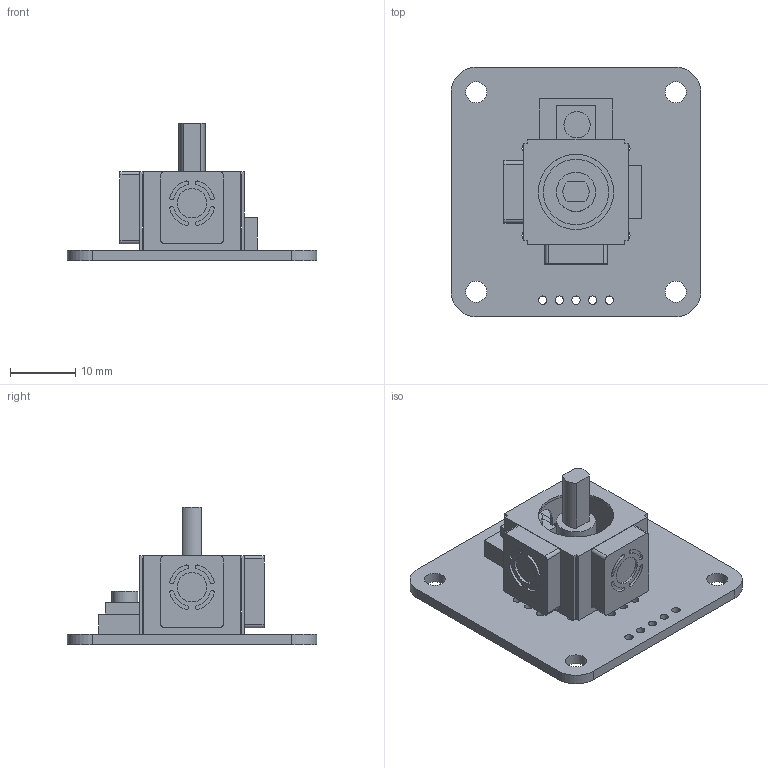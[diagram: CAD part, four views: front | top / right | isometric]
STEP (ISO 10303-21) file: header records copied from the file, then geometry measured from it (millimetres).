
FILE_DESCRIPTION(/* description */ (''),/* implementation_level */ '2;1');
FILE_NAME(/* name */ '512 Analog 2-axis Joystick.step',/* time_stamp */ '2018-07-07T12:38:44-04:00',/* author */ ('Adafruit'),/* organization */ (''),/* preprocessor_version */ 'ST-DEVELOPER v17',/* originating_system */ 'Autodesk Translation Framework v7.1.0.215',/* authorisation */ '');
FILE_SCHEMA (('AUTOMOTIVE_DESIGN { 1 0 10303 214 3 1 1 }'));
Length unit declared in the file: millimetre
Products named in the file (1): Analog 2-axis Joystick 512
Bounding box: 38.1 x 38.1 x 21 mm (x, y, z)
Volume: 4072.6 mm3; surface area: 6629.7 mm2
Topology: 9 solids, 9 shells, 165 faces, 405 edges, 270 vertices
Faces by surface type: plane 87, cylinder 78
Full cylindrical faces by diameter (mm): 1.27 x19, 1.5 x1, 3.2 x4, 4 x1, 4.5 x2, 6 x1, 10 x1, 11.5 x1
Entity records: 5068 total; most frequent: DIRECTION 893, CARTESIAN_POINT 841, ORIENTED_EDGE 810, EDGE_CURVE 405, AXIS2_PLACEMENT_3D 322, VERTEX_POINT 270, LINE 249, VECTOR 249
